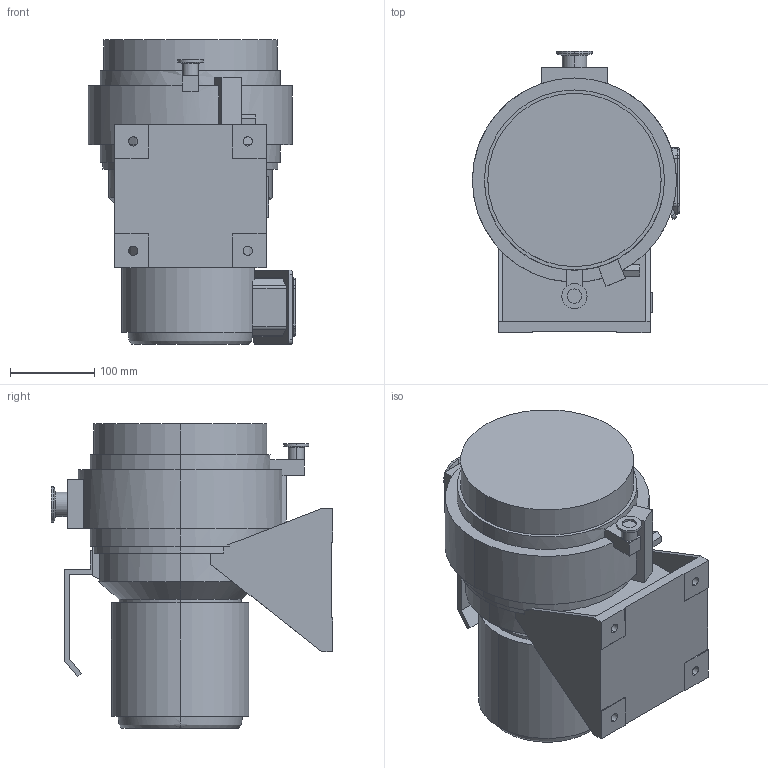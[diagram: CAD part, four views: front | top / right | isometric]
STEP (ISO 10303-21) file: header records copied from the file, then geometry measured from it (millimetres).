
FILE_DESCRIPTION (( 'STEP AP214' ), '1' );
FILE_NAME ('ISP-250C-TV.STEP', '2009-11-01T23:39:10', ( '' ), ( '' ), 'SwSTEP 2.0', 'SolidWorks 2007', '' );
FILE_SCHEMA (( 'AUTOMOTIVE_DESIGN' ));
Length unit declared in the file: millimetre
Products named in the file (4): ISP-250C杮懱_棉太倌; ISP-250B三相ﾓｰﾀ; ISP-250C-TV; ISP梡抂巕BOX_棉太倌
Assembly tree (3 placements, depth 2):
  ISP-250C-TV
    ISP梡抂巕BOX_棉太倌
    ISP-250B三相ﾓｰﾀ
    ISP-250C杮懱_棉太倌
Bounding box: 246.28 x 334 x 361.7 mm (x, y, z)
Volume: 12522426.9 mm3; surface area: 549644 mm2
Topology: 3 solids, 3 shells, 196 faces, 649 edges, 469 vertices
Faces by surface type: plane 113, cylinder 67, torus 8, cone 6, bspline 2
Entity records: 7429 total; most frequent: CARTESIAN_POINT 1902, ORIENTED_EDGE 1298, DIRECTION 1013, EDGE_CURVE 649, VERTEX_POINT 469, AXIS2_PLACEMENT_3D 340, VECTOR 333, LINE 333
